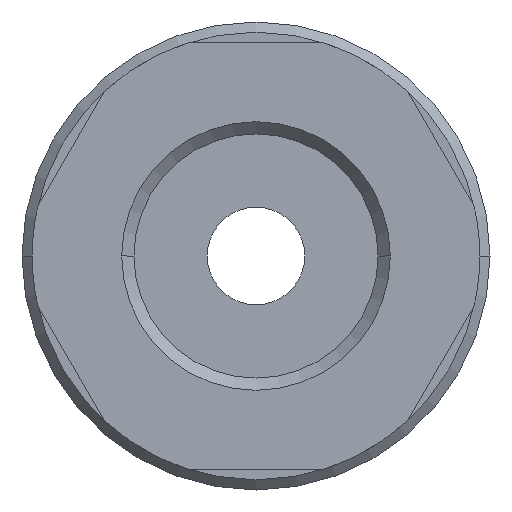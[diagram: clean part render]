
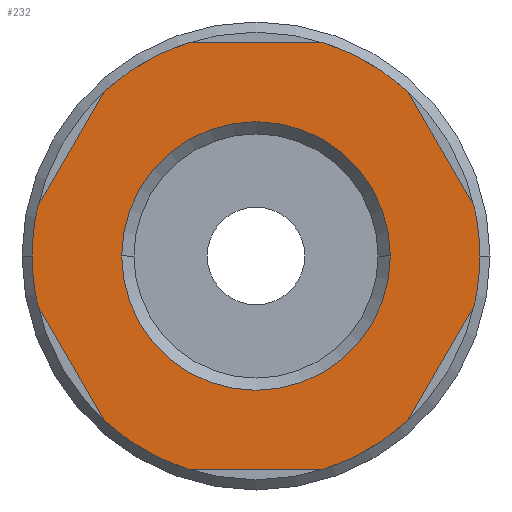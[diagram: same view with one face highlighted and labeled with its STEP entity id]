
A CAD part, front view. The second image highlights one B-rep face of the part: STEP entity #232.
In plain terms, the highlighted planar face has unit normal (0, -1, 0).
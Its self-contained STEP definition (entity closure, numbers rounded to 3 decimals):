
#232=ADVANCED_FACE('',(#507,#508),#509,.T.);
#507=FACE_BOUND('',#822,.T.);
#508=FACE_OUTER_BOUND('',#823,.T.);
#509=PLANE('',#824);
#822=EDGE_LOOP('',(#1397,#1398));
#823=EDGE_LOOP('',(#1399,#1400,#1401,#1402,#1403,#1404,#1405,#1406,#1407,#1408,#1409,#1410,#1411,#1412));
#824=AXIS2_PLACEMENT_3D('',#1413,#1414,#1415);
#1397=ORIENTED_EDGE('',*,*,#1998,.T.);
#1398=ORIENTED_EDGE('',*,*,#1999,.T.);
#1399=ORIENTED_EDGE('',*,*,#2000,.T.);
#1400=ORIENTED_EDGE('',*,*,#1959,.F.);
#1401=ORIENTED_EDGE('',*,*,#1858,.T.);
#1402=ORIENTED_EDGE('',*,*,#2001,.F.);
#1403=ORIENTED_EDGE('',*,*,#1907,.T.);
#1404=ORIENTED_EDGE('',*,*,#1969,.F.);
#1405=ORIENTED_EDGE('',*,*,#1918,.F.);
#1406=ORIENTED_EDGE('',*,*,#1928,.T.);
#1407=ORIENTED_EDGE('',*,*,#1842,.F.);
#1408=ORIENTED_EDGE('',*,*,#1991,.T.);
#1409=ORIENTED_EDGE('',*,*,#2002,.F.);
#1410=ORIENTED_EDGE('',*,*,#1946,.T.);
#1411=ORIENTED_EDGE('',*,*,#2003,.F.);
#1412=ORIENTED_EDGE('',*,*,#2004,.F.);
#1413=CARTESIAN_POINT('',(5.5,0.0,0.0));
#1414=DIRECTION('',(-0.0,-1.0,-0.0));
#1415=DIRECTION('',(-1.0,0.0,0.0));
#1842=EDGE_CURVE('',#2199,#2194,#2201,.T.);
#1858=EDGE_CURVE('',#2225,#2222,#2226,.T.);
#1907=EDGE_CURVE('',#2302,#2299,#2303,.T.);
#1918=EDGE_CURVE('',#2319,#2314,#2321,.T.);
#1928=EDGE_CURVE('',#2319,#2194,#2335,.T.);
#1946=EDGE_CURVE('',#2359,#2356,#2360,.T.);
#1959=EDGE_CURVE('',#2225,#2372,#2376,.T.);
#1969=EDGE_CURVE('',#2314,#2299,#2389,.T.);
#1991=EDGE_CURVE('',#2199,#2415,#2418,.T.);
#1998=EDGE_CURVE('',#2425,#2426,#2427,.T.);
#1999=EDGE_CURVE('',#2426,#2425,#2428,.T.);
#2000=EDGE_CURVE('',#2429,#2372,#2430,.T.);
#2001=EDGE_CURVE('',#2302,#2222,#2431,.T.);
#2002=EDGE_CURVE('',#2359,#2415,#2432,.T.);
#2003=EDGE_CURVE('',#2433,#2356,#2434,.T.);
#2004=EDGE_CURVE('',#2429,#2433,#2435,.T.);
#2194=VERTEX_POINT('',#2725);
#2199=VERTEX_POINT('',#2731);
#2201=CIRCLE('',#2734,11.0);
#2222=VERTEX_POINT('',#2800);
#2225=VERTEX_POINT('',#2804);
#2226=LINE('',#2805,#2806);
#2299=VERTEX_POINT('',#2928);
#2302=VERTEX_POINT('',#2932);
#2303=LINE('',#2933,#2934);
#2314=VERTEX_POINT('',#2947);
#2319=VERTEX_POINT('',#2953);
#2321=CIRCLE('',#2956,11.0);
#2335=LINE('',#2974,#2975);
#2356=VERTEX_POINT('',#3014);
#2359=VERTEX_POINT('',#3018);
#2360=LINE('',#3019,#3020);
#2372=VERTEX_POINT('',#3047);
#2376=CIRCLE('',#3052,11.0);
#2389=CIRCLE('',#3099,11.0);
#2415=VERTEX_POINT('',#3151);
#2418=LINE('',#3155,#3156);
#2425=VERTEX_POINT('',#3166);
#2426=VERTEX_POINT('',#3167);
#2427=CIRCLE('',#3168,6.6);
#2428=CIRCLE('',#3169,6.6);
#2429=VERTEX_POINT('',#3170);
#2430=LINE('',#3171,#3172);
#2431=CIRCLE('',#3173,11.0);
#2432=CIRCLE('',#3174,11.0);
#2433=VERTEX_POINT('',#3175);
#2434=CIRCLE('',#3176,11.0);
#2435=CIRCLE('',#3177,11.0);
#2725=CARTESIAN_POINT('',(7.454,0.0,8.089));
#2731=CARTESIAN_POINT('',(3.279,0.0,10.5));
#2734=AXIS2_PLACEMENT_3D('',#3410,#3411,#3412);
#2800=CARTESIAN_POINT('',(3.279,0.0,-10.5));
#2804=CARTESIAN_POINT('',(-3.279,0.0,-10.5));
#2805=CARTESIAN_POINT('',(2.75,0.0,-10.5));
#2806=VECTOR('',#3430,1.0);
#2928=CARTESIAN_POINT('',(10.733,0.0,-2.411));
#2932=CARTESIAN_POINT('',(7.454,0.0,-8.089));
#2933=CARTESIAN_POINT('',(9.781,0.0,-4.059));
#2934=VECTOR('',#3496,1.0);
#2947=CARTESIAN_POINT('',(11.0,0.0,0.));
#2953=CARTESIAN_POINT('',(10.733,0.0,2.411));
#2956=AXIS2_PLACEMENT_3D('',#3513,#3514,#3515);
#2974=CARTESIAN_POINT('',(9.781,0.0,4.059));
#2975=VECTOR('',#3526,1.0);
#3014=CARTESIAN_POINT('',(-10.733,0.0,2.411));
#3018=CARTESIAN_POINT('',(-7.454,0.0,8.089));
#3019=CARTESIAN_POINT('',(-8.406,0.0,6.441));
#3020=VECTOR('',#3544,1.0);
#3047=CARTESIAN_POINT('',(-7.454,0.0,-8.089));
#3052=AXIS2_PLACEMENT_3D('',#3559,#3560,#3561);
#3099=AXIS2_PLACEMENT_3D('',#3569,#3570,#3571);
#3151=CARTESIAN_POINT('',(-3.279,0.0,10.5));
#3155=CARTESIAN_POINT('',(2.75,0.0,10.5));
#3156=VECTOR('',#3598,1.0);
#3166=CARTESIAN_POINT('',(-6.6,0.0,0.));
#3167=CARTESIAN_POINT('',(6.6,0.0,0.));
#3168=AXIS2_PLACEMENT_3D('',#3605,#3606,#3607);
#3169=AXIS2_PLACEMENT_3D('',#3608,#3609,#3610);
#3170=CARTESIAN_POINT('',(-10.733,0.0,-2.411));
#3171=CARTESIAN_POINT('',(-8.406,0.0,-6.441));
#3172=VECTOR('',#3611,1.0);
#3173=AXIS2_PLACEMENT_3D('',#3612,#3613,#3614);
#3174=AXIS2_PLACEMENT_3D('',#3615,#3616,#3617);
#3175=CARTESIAN_POINT('',(-11.0,0.0,0.));
#3176=AXIS2_PLACEMENT_3D('',#3618,#3619,#3620);
#3177=AXIS2_PLACEMENT_3D('',#3621,#3622,#3623);
#3410=CARTESIAN_POINT('',(0.0,0.0,0.0));
#3411=DIRECTION('',(-0.0,1.0,0.0));
#3412=DIRECTION('',(1.0,0.0,0.0));
#3430=DIRECTION('',(1.0,-0.0,0.0));
#3496=DIRECTION('',(0.5,-0.0,0.866));
#3513=CARTESIAN_POINT('',(0.0,0.0,0.0));
#3514=DIRECTION('',(-0.0,1.0,0.0));
#3515=DIRECTION('',(1.0,0.0,0.0));
#3526=DIRECTION('',(-0.5,0.0,0.866));
#3544=DIRECTION('',(-0.5,0.0,-0.866));
#3559=CARTESIAN_POINT('',(0.0,0.0,0.0));
#3560=DIRECTION('',(-0.0,1.0,0.0));
#3561=DIRECTION('',(1.0,0.0,0.0));
#3569=CARTESIAN_POINT('',(0.0,0.0,0.0));
#3570=DIRECTION('',(-0.0,1.0,0.0));
#3571=DIRECTION('',(1.0,0.0,0.0));
#3598=DIRECTION('',(-1.0,0.0,0.));
#3605=CARTESIAN_POINT('',(0.0,0.0,0.0));
#3606=DIRECTION('',(-0.0,1.0,0.0));
#3607=DIRECTION('',(1.0,0.0,0.0));
#3608=CARTESIAN_POINT('',(0.0,0.0,0.0));
#3609=DIRECTION('',(-0.0,1.0,0.0));
#3610=DIRECTION('',(1.0,0.0,0.0));
#3611=DIRECTION('',(0.5,0.0,-0.866));
#3612=CARTESIAN_POINT('',(0.0,0.0,0.0));
#3613=DIRECTION('',(-0.0,1.0,0.0));
#3614=DIRECTION('',(1.0,0.0,0.0));
#3615=CARTESIAN_POINT('',(0.0,0.0,0.0));
#3616=DIRECTION('',(-0.0,1.0,0.0));
#3617=DIRECTION('',(1.0,0.0,0.0));
#3618=CARTESIAN_POINT('',(0.0,0.0,0.0));
#3619=DIRECTION('',(-0.0,1.0,0.0));
#3620=DIRECTION('',(1.0,0.0,0.0));
#3621=CARTESIAN_POINT('',(0.0,0.0,0.0));
#3622=DIRECTION('',(-0.0,1.0,0.0));
#3623=DIRECTION('',(1.0,0.0,0.0));
